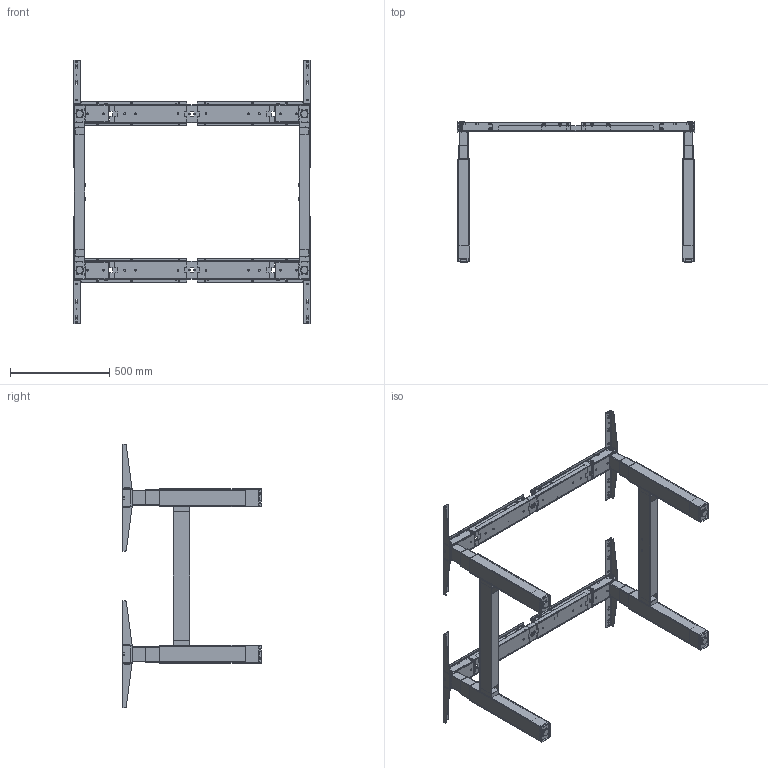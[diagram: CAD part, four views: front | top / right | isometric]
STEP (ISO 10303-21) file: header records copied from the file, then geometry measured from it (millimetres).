
FILE_DESCRIPTION (( 'STEP AP203' ), '1' );
FILE_NAME ('C4x113111AxxG Classic Twin 2.0 Flex -2022 3S, Fl115.STEP', '2022-09-23T11:18:10', ( '' ), ( '' ), 'SwSTEP 2.0', 'SolidWorks 2021', '' );
FILE_SCHEMA (( 'CONFIG_CONTROL_DESIGN' ));
Products named in the file (1): C4x113111AxxG Classic Twin 2.0 Flex -2022 3S, Fl115
Bounding box: 1200 x 705 x 1330 mm (x, y, z)
Surface area: 4365766.1 mm2 (no closed solid volume)
Topology: 0 solids, 392 shells, 2808 faces, 15394 edges, 12454 vertices
Faces by surface type: plane 1456, cylinder 928, cone 144, bspline 130, torus 126, sphere 24
Entity records: 159142 total; most frequent: CARTESIAN_POINT 46051, DIRECTION 22634, ORIENTED_EDGE 19712, EDGE_CURVE 15374, VERTEX_POINT 12454, LINE 9284, VECTOR 9284, AXIS2_PLACEMENT_3D 6675
